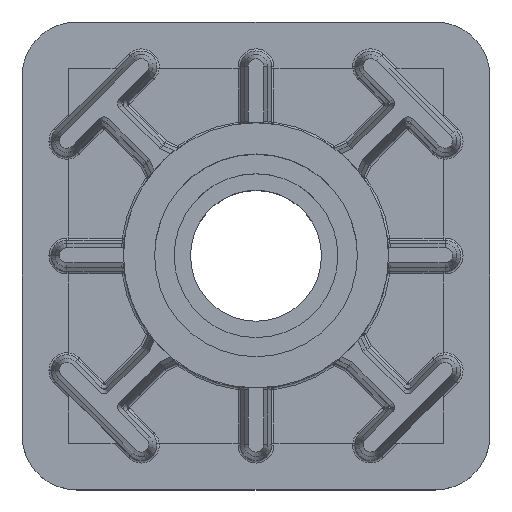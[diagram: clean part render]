
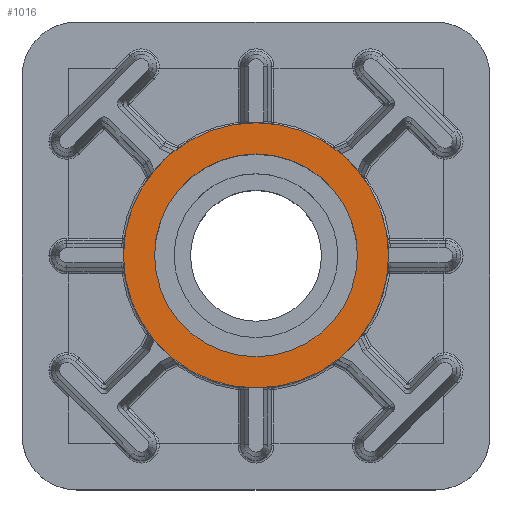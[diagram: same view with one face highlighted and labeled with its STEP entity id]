
A CAD part, top view. The second image highlights one B-rep face of the part: STEP entity #1016.
In plain terms, the highlighted planar face has unit normal (0, 0, 1).
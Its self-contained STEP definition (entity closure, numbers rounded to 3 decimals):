
#49 = DIRECTION ( 'NONE',  ( 0., 0., 1. ) ) ;
#159 = CARTESIAN_POINT ( 'NONE',  ( 0., 0., 55. ) ) ;
#558 = PLANE ( 'NONE',  #6436 ) ;
#734 = DIRECTION ( 'NONE',  ( 1., 0., 0. ) ) ;
#1016 = ADVANCED_FACE ( 'NONE', ( #4249, #13369 ), #558, .T. ) ;
#1080 = EDGE_CURVE ( 'NONE', #13479, #15582, #12640, .T. ) ;
#2055 = AXIS2_PLACEMENT_3D ( 'NONE', #15361, #8316, #734 ) ;
#2684 = CIRCLE ( 'NONE', #5225, 13. ) ;
#4249 = FACE_BOUND ( 'NONE', #8120, .T. ) ;
#4270 = CIRCLE ( 'NONE', #2055, 17. ) ;
#4891 = ORIENTED_EDGE ( 'NONE', *, *, #15432, .T. ) ;
#5042 = CARTESIAN_POINT ( 'NONE',  ( 17., 0., 55. ) ) ;
#5225 = AXIS2_PLACEMENT_3D ( 'NONE', #5632, #13901, #6871 ) ;
#5632 = CARTESIAN_POINT ( 'NONE',  ( 0., 0., 55. ) ) ;
#6045 = CARTESIAN_POINT ( 'NONE',  ( 0., 0., 55. ) ) ;
#6051 = VERTEX_POINT ( 'NONE', #12034 ) ;
#6293 = AXIS2_PLACEMENT_3D ( 'NONE', #13257, #13161, #13063 ) ;
#6436 = AXIS2_PLACEMENT_3D ( 'NONE', #159, #49, #15691 ) ;
#6871 = DIRECTION ( 'NONE',  ( 1., 0., 0. ) ) ;
#7192 = CARTESIAN_POINT ( 'NONE',  ( -17., 0., 55. ) ) ;
#7246 = DIRECTION ( 'NONE',  ( 1., 0., 0. ) ) ;
#7480 = ORIENTED_EDGE ( 'NONE', *, *, #12117, .F. ) ;
#7929 = EDGE_LOOP ( 'NONE', ( #14928, #4891 ) ) ;
#8120 = EDGE_LOOP ( 'NONE', ( #12742, #7480 ) ) ;
#8316 = DIRECTION ( 'NONE',  ( 0., 0., 1. ) ) ;
#8704 = CIRCLE ( 'NONE', #9939, 13. ) ;
#9939 = AXIS2_PLACEMENT_3D ( 'NONE', #6045, #14280, #7246 ) ;
#10795 = CARTESIAN_POINT ( 'NONE',  ( 13., 0., 55. ) ) ;
#12034 = CARTESIAN_POINT ( 'NONE',  ( -13., 0., 55. ) ) ;
#12117 = EDGE_CURVE ( 'NONE', #14027, #6051, #8704, .T. ) ;
#12640 = CIRCLE ( 'NONE', #6293, 17. ) ;
#12742 = ORIENTED_EDGE ( 'NONE', *, *, #14376, .F. ) ;
#13063 = DIRECTION ( 'NONE',  ( 1., 0., 0. ) ) ;
#13161 = DIRECTION ( 'NONE',  ( 0., 0., 1. ) ) ;
#13257 = CARTESIAN_POINT ( 'NONE',  ( 0., 0., 55. ) ) ;
#13369 = FACE_OUTER_BOUND ( 'NONE', #7929, .T. ) ;
#13479 = VERTEX_POINT ( 'NONE', #7192 ) ;
#13901 = DIRECTION ( 'NONE',  ( 0., 0., 1. ) ) ;
#14027 = VERTEX_POINT ( 'NONE', #10795 ) ;
#14280 = DIRECTION ( 'NONE',  ( 0., 0., 1. ) ) ;
#14376 = EDGE_CURVE ( 'NONE', #6051, #14027, #2684, .T. ) ;
#14928 = ORIENTED_EDGE ( 'NONE', *, *, #1080, .T. ) ;
#15361 = CARTESIAN_POINT ( 'NONE',  ( 0., 0., 55. ) ) ;
#15432 = EDGE_CURVE ( 'NONE', #15582, #13479, #4270, .T. ) ;
#15582 = VERTEX_POINT ( 'NONE', #5042 ) ;
#15691 = DIRECTION ( 'NONE',  ( 1., 0., 0. ) ) ;
